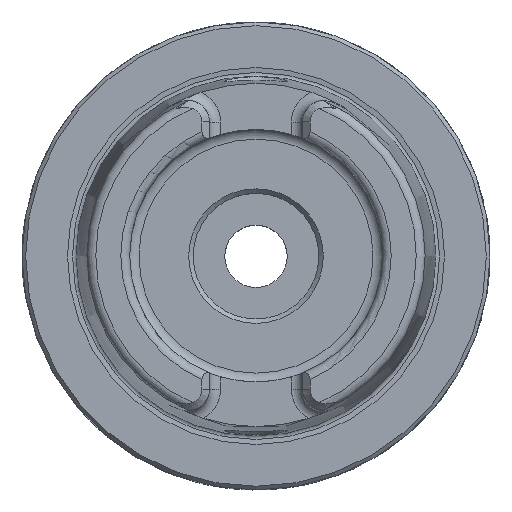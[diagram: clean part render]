
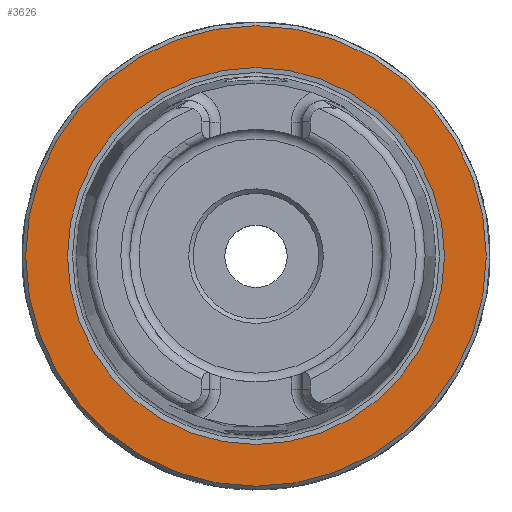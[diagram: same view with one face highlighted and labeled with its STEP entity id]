
A CAD part, top view. The second image highlights one B-rep face of the part: STEP entity #3626.
In plain terms, the highlighted planar face has unit normal (0, 0, 1).
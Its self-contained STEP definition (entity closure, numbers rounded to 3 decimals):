
#355=PLANE('',#3887);
#751=ORIENTED_EDGE('',*,*,#1251,.T.);
#752=ORIENTED_EDGE('',*,*,#1248,.F.);
#1248=EDGE_CURVE('',#1536,#1536,#1739,.T.);
#1251=EDGE_CURVE('',#1539,#1539,#1742,.T.);
#1536=VERTEX_POINT('',#5420);
#1539=VERTEX_POINT('',#5429);
#1739=CIRCLE('',#3882,25.373);
#1742=CIRCLE('',#3888,31.);
#1944=EDGE_LOOP('',(#751));
#1945=EDGE_LOOP('',(#752));
#2197=FACE_BOUND('',#1944,.T.);
#2198=FACE_BOUND('',#1945,.T.);
#3626=ADVANCED_FACE('',(#2197,#2198),#355,.T.);
#3882=AXIS2_PLACEMENT_3D('',#5419,#4406,#4407);
#3887=AXIS2_PLACEMENT_3D('',#5427,#4416,#4417);
#3888=AXIS2_PLACEMENT_3D('',#5428,#4418,#4419);
#4406=DIRECTION('',(0.,0.,1.));
#4407=DIRECTION('',(1.,0.,0.));
#4416=DIRECTION('',(0.,0.,1.));
#4417=DIRECTION('',(1.,0.,0.));
#4418=DIRECTION('',(0.,0.,1.));
#4419=DIRECTION('',(1.,0.,0.));
#5419=CARTESIAN_POINT('',(0.,0.,0.));
#5420=CARTESIAN_POINT('',(25.373,0.,0.));
#5427=CARTESIAN_POINT('',(31.,0.,0.));
#5428=CARTESIAN_POINT('',(0.,0.,0.));
#5429=CARTESIAN_POINT('',(31.,0.,0.));
